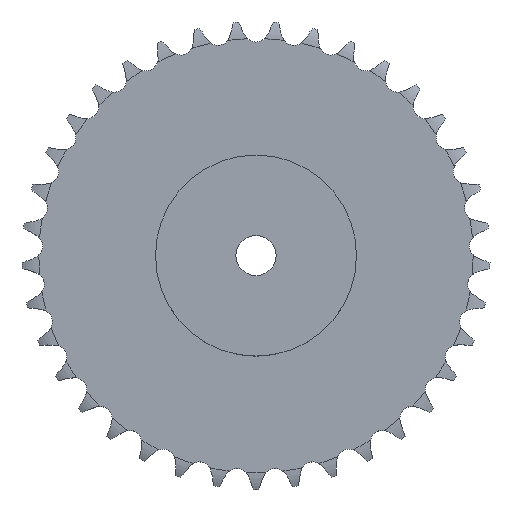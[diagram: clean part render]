
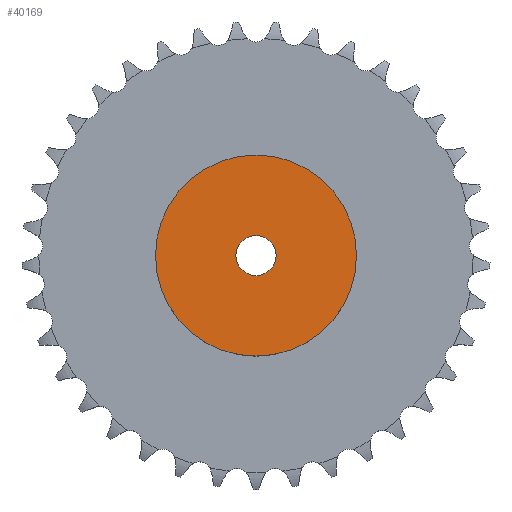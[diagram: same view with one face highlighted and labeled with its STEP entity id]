
A CAD part, top view. The second image highlights one B-rep face of the part: STEP entity #40169.
In plain terms, the highlighted planar face has unit normal (0, 0, 1).
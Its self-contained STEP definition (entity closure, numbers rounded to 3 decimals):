
#4605 = CYLINDRICAL_SURFACE('',#4606,50.);
#4606 = AXIS2_PLACEMENT_3D('',#4607,#4608,#4609);
#4607 = CARTESIAN_POINT('',(0.,0.,0.));
#4608 = DIRECTION('',(-0.,-0.,-1.));
#4609 = DIRECTION('',(1.,0.,0.));
#25300 = VERTEX_POINT('',#25301);
#25301 = CARTESIAN_POINT('',(50.,0.,40.));
#25322 = EDGE_CURVE('',#25300,#25300,#25323,.T.);
#25323 = SURFACE_CURVE('',#25324,(#25329,#25336),.PCURVE_S1.);
#25324 = CIRCLE('',#25325,50.);
#25325 = AXIS2_PLACEMENT_3D('',#25326,#25327,#25328);
#25326 = CARTESIAN_POINT('',(0.,0.,40.));
#25327 = DIRECTION('',(0.,0.,1.));
#25328 = DIRECTION('',(1.,0.,0.));
#25329 = PCURVE('',#4605,#25330);
#25330 = DEFINITIONAL_REPRESENTATION('',(#25331),#25335);
#25331 = LINE('',#25332,#25333);
#25332 = CARTESIAN_POINT('',(-0.,-40.));
#25333 = VECTOR('',#25334,1.);
#25334 = DIRECTION('',(-1.,0.));
#25335 = ( GEOMETRIC_REPRESENTATION_CONTEXT(2) 
PARAMETRIC_REPRESENTATION_CONTEXT() REPRESENTATION_CONTEXT('2D SPACE',''
  ) );
#25336 = PCURVE('',#25337,#25342);
#25337 = PLANE('',#25338);
#25338 = AXIS2_PLACEMENT_3D('',#25339,#25340,#25341);
#25339 = CARTESIAN_POINT('',(0.,0.,40.)
  );
#25340 = DIRECTION('',(0.,0.,1.));
#25341 = DIRECTION('',(1.,0.,0.));
#25342 = DEFINITIONAL_REPRESENTATION('',(#25343),#25347);
#25343 = CIRCLE('',#25344,50.);
#25344 = AXIS2_PLACEMENT_2D('',#25345,#25346);
#25345 = CARTESIAN_POINT('',(0.,0.));
#25346 = DIRECTION('',(1.,0.));
#25347 = ( GEOMETRIC_REPRESENTATION_CONTEXT(2) 
PARAMETRIC_REPRESENTATION_CONTEXT() REPRESENTATION_CONTEXT('2D SPACE',''
  ) );
#34074 = CYLINDRICAL_SURFACE('',#34075,10.);
#34075 = AXIS2_PLACEMENT_3D('',#34076,#34077,#34078);
#34076 = CARTESIAN_POINT('',(0.,0.,349.599));
#34077 = DIRECTION('',(0.,0.,1.));
#34078 = DIRECTION('',(1.,0.,0.));
#40169 = ADVANCED_FACE('',(#40170,#40173),#25337,.T.);
#40170 = FACE_BOUND('',#40171,.T.);
#40171 = EDGE_LOOP('',(#40172));
#40172 = ORIENTED_EDGE('',*,*,#25322,.T.);
#40173 = FACE_BOUND('',#40174,.T.);
#40174 = EDGE_LOOP('',(#40175));
#40175 = ORIENTED_EDGE('',*,*,#40176,.F.);
#40176 = EDGE_CURVE('',#40177,#40177,#40179,.T.);
#40177 = VERTEX_POINT('',#40178);
#40178 = CARTESIAN_POINT('',(10.,0.,40.));
#40179 = SURFACE_CURVE('',#40180,(#40185,#40192),.PCURVE_S1.);
#40180 = CIRCLE('',#40181,10.);
#40181 = AXIS2_PLACEMENT_3D('',#40182,#40183,#40184);
#40182 = CARTESIAN_POINT('',(0.,0.,40.));
#40183 = DIRECTION('',(0.,0.,1.));
#40184 = DIRECTION('',(1.,0.,0.));
#40185 = PCURVE('',#25337,#40186);
#40186 = DEFINITIONAL_REPRESENTATION('',(#40187),#40191);
#40187 = CIRCLE('',#40188,10.);
#40188 = AXIS2_PLACEMENT_2D('',#40189,#40190);
#40189 = CARTESIAN_POINT('',(0.,0.));
#40190 = DIRECTION('',(1.,0.));
#40191 = ( GEOMETRIC_REPRESENTATION_CONTEXT(2) 
PARAMETRIC_REPRESENTATION_CONTEXT() REPRESENTATION_CONTEXT('2D SPACE',''
  ) );
#40192 = PCURVE('',#34074,#40193);
#40193 = DEFINITIONAL_REPRESENTATION('',(#40194),#40198);
#40194 = LINE('',#40195,#40196);
#40195 = CARTESIAN_POINT('',(0.,-309.599));
#40196 = VECTOR('',#40197,1.);
#40197 = DIRECTION('',(1.,0.));
#40198 = ( GEOMETRIC_REPRESENTATION_CONTEXT(2) 
PARAMETRIC_REPRESENTATION_CONTEXT() REPRESENTATION_CONTEXT('2D SPACE',''
  ) );
